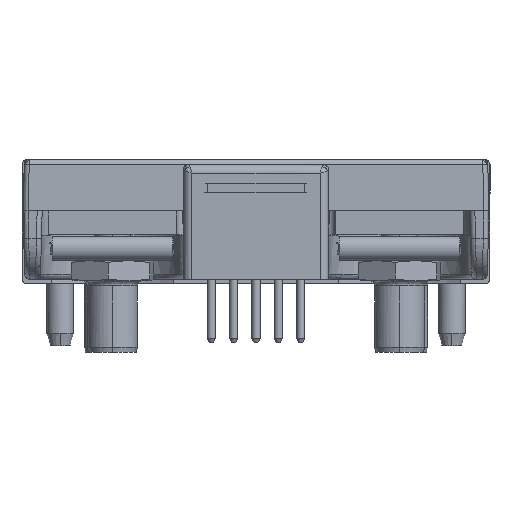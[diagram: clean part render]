
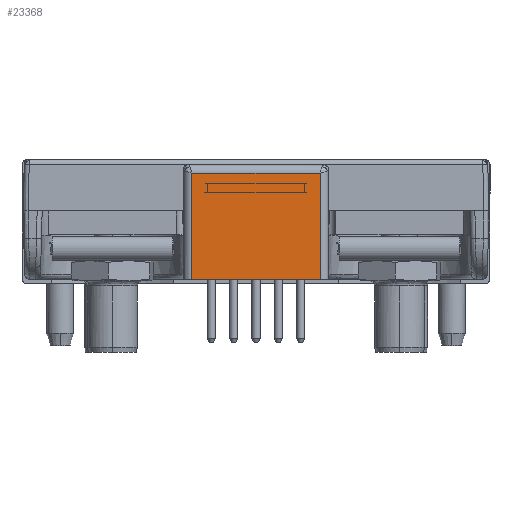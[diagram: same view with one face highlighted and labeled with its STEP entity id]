
A CAD part, left-side view. The second image highlights one B-rep face of the part: STEP entity #23368.
In plain terms, the highlighted planar face has unit normal (-1, 0, 0).
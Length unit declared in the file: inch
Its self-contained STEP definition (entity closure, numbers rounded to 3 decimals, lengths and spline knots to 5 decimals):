
#3358 = CARTESIAN_POINT ( 'NONE',  ( -8.5571, -1.40906, -0.22211 ) ) ;
#9848 = CARTESIAN_POINT ( 'NONE',  ( -8.5571, -1.01249, 0.09551 ) ) ;
#11393 = CARTESIAN_POINT ( 'NONE',  ( -8.5571, -1.40906, 0.09551 ) ) ;
#12461 = ORIENTED_EDGE ( 'NONE', *, *, #33768, .F. ) ;
#13966 = CARTESIAN_POINT ( 'NONE',  ( -8.5571, -1.40906, 0.09551 ) ) ;
#17573 = CARTESIAN_POINT ( 'NONE',  ( -8.5571, -1.40906, -0.22211 ) ) ;
#20757 = DIRECTION ( 'NONE',  ( 0., 1., 0. ) ) ;
#21845 = EDGE_CURVE ( 'NONE', #80418, #28450, #80643, .T. ) ;
#22310 = ORIENTED_EDGE ( 'NONE', *, *, #21845, .F. ) ;
#22837 = DIRECTION ( 'NONE',  ( 0., 1., 0. ) ) ;
#23368 = ADVANCED_FACE ( 'NONE', ( #52881 ), #53512, .F. ) ;
#26058 = AXIS2_PLACEMENT_3D ( 'NONE', #13966, #66839, #20757 ) ;
#27474 = CARTESIAN_POINT ( 'NONE',  ( -8.5571, -1.02492, 0.09551 ) ) ;
#28073 = VECTOR ( 'NONE', #80450, 39.37008 ) ;
#28450 = VERTEX_POINT ( 'NONE', #17573 ) ;
#29056 = CARTESIAN_POINT ( 'NONE',  ( -8.5571, -1.02492, -0.22211 ) ) ;
#33155 = LINE ( 'NONE', #3358, #61491 ) ;
#33768 = EDGE_CURVE ( 'NONE', #28450, #44973, #33155, .T. ) ;
#40822 = CARTESIAN_POINT ( 'NONE',  ( -8.5571, -1.40906, 0.10747 ) ) ;
#42740 = VECTOR ( 'NONE', #55318, 39.37008 ) ;
#44973 = VERTEX_POINT ( 'NONE', #29056 ) ;
#45146 = ORIENTED_EDGE ( 'NONE', *, *, #62199, .F. ) ;
#50001 = VERTEX_POINT ( 'NONE', #27474 ) ;
#52881 = FACE_OUTER_BOUND ( 'NONE', #83689, .T. ) ;
#53512 = PLANE ( 'NONE',  #26058 ) ;
#55318 = DIRECTION ( 'NONE',  ( 0., -1., 0. ) ) ;
#56393 = DIRECTION ( 'NONE',  ( 0., 0., 1. ) ) ;
#61491 = VECTOR ( 'NONE', #22837, 39.37008 ) ;
#62199 = EDGE_CURVE ( 'NONE', #44973, #50001, #79202, .T. ) ;
#62655 = CARTESIAN_POINT ( 'NONE',  ( -8.5571, -1.02492, -0.22211 ) ) ;
#66839 = DIRECTION ( 'NONE',  ( 1., 0., 0. ) ) ;
#68944 = EDGE_CURVE ( 'NONE', #50001, #80418, #78266, .T. ) ;
#69564 = ORIENTED_EDGE ( 'NONE', *, *, #68944, .F. ) ;
#72122 = VECTOR ( 'NONE', #56393, 39.37008 ) ;
#78266 = LINE ( 'NONE', #9848, #42740 ) ;
#79202 = LINE ( 'NONE', #62655, #72122 ) ;
#80418 = VERTEX_POINT ( 'NONE', #11393 ) ;
#80450 = DIRECTION ( 'NONE',  ( 0., 0., -1. ) ) ;
#80643 = LINE ( 'NONE', #40822, #28073 ) ;
#83689 = EDGE_LOOP ( 'NONE', ( #12461, #22310, #69564, #45146 ) ) ;
